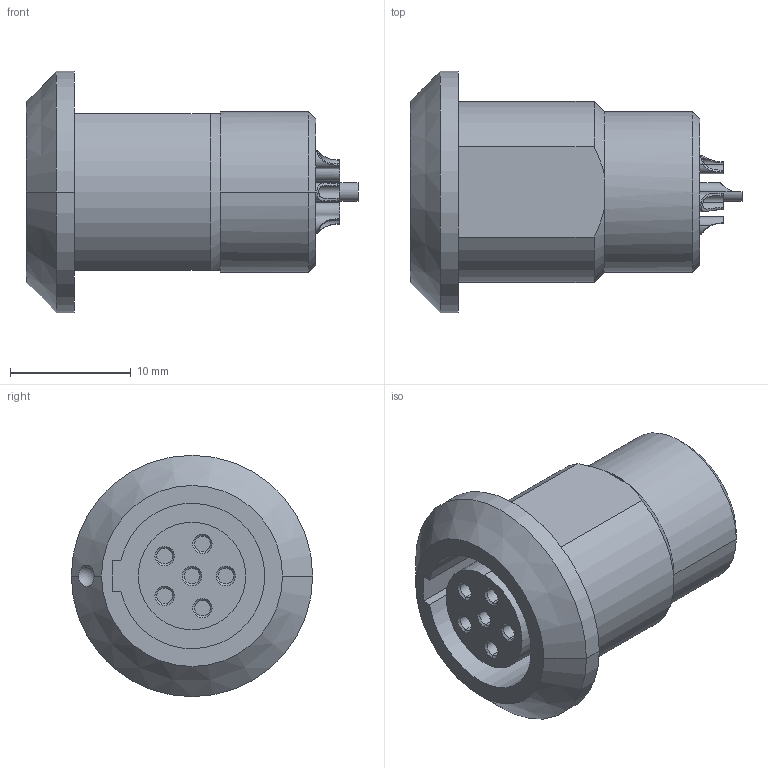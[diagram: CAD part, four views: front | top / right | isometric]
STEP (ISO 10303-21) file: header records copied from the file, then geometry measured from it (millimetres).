
FILE_DESCRIPTION((''),'2;1');
FILE_NAME('GL2L0C-P06L','2013-01-29T',('rtrager'),(''),'PRO/ENGINEER BY PARAMETRIC TECHNOLOGY CORPORATION, 2010330','PRO/ENGINEER BY PARAMETRIC TECHNOLOGY CORPORATION, 2010330','');
FILE_SCHEMA(('CONFIG_CONTROL_DESIGN'));
Length unit declared in the file: millimetre
Products named in the file (1): GL2L0C-P06L
Bounding box: 27.5 x 20 x 20 mm (x, y, z)
Volume: 3362.7 mm3; surface area: 2793.2 mm2
Topology: 1 solids, 1 shells, 128 faces, 305 edges, 194 vertices
Faces by surface type: cylinder 58, plane 38, cone 18, bspline 8, torus 5, sphere 1
Entity records: 4849 total; most frequent: CARTESIAN_POINT 1823, DIRECTION 643, ORIENTED_EDGE 606, EDGE_CURVE 303, AXIS2_PLACEMENT_3D 258, VERTEX_POINT 194, EDGE_LOOP 145, CIRCLE 138
